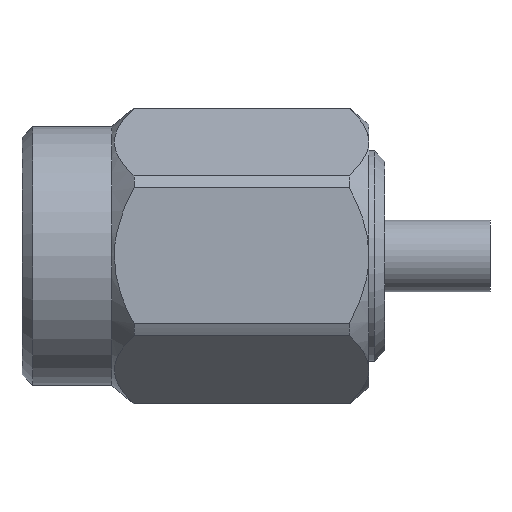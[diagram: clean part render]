
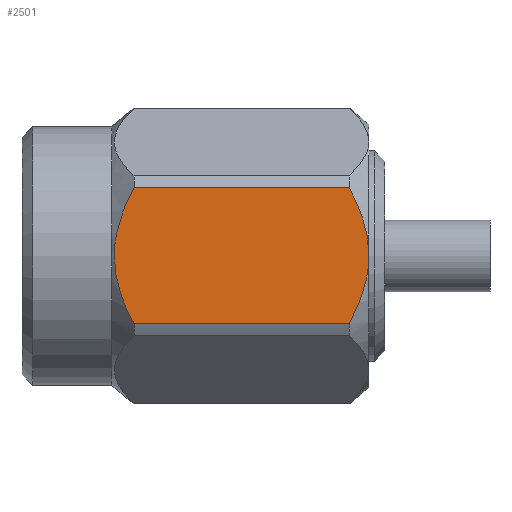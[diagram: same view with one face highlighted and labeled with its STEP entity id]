
A CAD part, top view. The second image highlights one B-rep face of the part: STEP entity #2501.
In plain terms, the highlighted planar face has unit normal (0, 0, 1).
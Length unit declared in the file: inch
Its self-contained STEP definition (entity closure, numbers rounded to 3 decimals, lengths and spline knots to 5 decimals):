
#54 = CARTESIAN_POINT ( 'NONE',  ( 0.32471, 0.03325, 0.125 ) ) ;
#104 = CARTESIAN_POINT ( 'NONE',  ( 0.31116, -0.06462, 0.125 ) ) ;
#119 = CARTESIAN_POINT ( 'NONE',  ( 0.32442, -0.03418, 0.125 ) ) ;
#142 = VECTOR ( 'NONE', #1088, 39.37008 ) ;
#158 = VERTEX_POINT ( 'NONE', #969 ) ;
#169 = EDGE_CURVE ( 'NONE', #232, #2063, #507, .T. ) ;
#232 = VERTEX_POINT ( 'NONE', #747 ) ;
#233 = EDGE_CURVE ( 'NONE', #2099, #158, #1328, .T. ) ;
#250 = CARTESIAN_POINT ( 'NONE',  ( 0.31707, 0.05383, 0.125 ) ) ;
#270 = CARTESIAN_POINT ( 'NONE',  ( 0.10652, -0.06462, 0.125 ) ) ;
#284 = CARTESIAN_POINT ( 'NONE',  ( 0.32162, -0.04234, 0.125 ) ) ;
#288 = CARTESIAN_POINT ( 'NONE',  ( 0.28989, -0.06462, 0.125 ) ) ;
#297 = CARTESIAN_POINT ( 'NONE',  ( 0.09286, -0.03292, 0.125 ) ) ;
#300 = CARTESIAN_POINT ( 'NONE',  ( 0.32989, -0.011, 0.125 ) ) ;
#311 = CARTESIAN_POINT ( 'NONE',  ( 0.09299, -0.03332, 0.125 ) ) ;
#496 = CARTESIAN_POINT ( 'NONE',  ( 0.32392, -0.03574, 0.125 ) ) ;
#507 = LINE ( 'NONE', #1500, #923 ) ;
#508 = CARTESIAN_POINT ( 'NONE',  ( 0.08779, -0.00564, 0.125 ) ) ;
#521 = CARTESIAN_POINT ( 'NONE',  ( 0.09039, -0.02374, 0.125 ) ) ;
#703 = CARTESIAN_POINT ( 'NONE',  ( 0.09614, -0.04352, 0.125 ) ) ;
#747 = CARTESIAN_POINT ( 'NONE',  ( 0.10652, 0.06462, 0.125 ) ) ;
#772 = ORIENTED_EDGE ( 'NONE', *, *, #2590, .T. ) ;
#799 = VERTEX_POINT ( 'NONE', #979 ) ;
#884 = CARTESIAN_POINT ( 'NONE',  ( 0.08951, 0.02203, 0.125 ) ) ;
#888 = CARTESIAN_POINT ( 'NONE',  ( 0.32319, -0.03793, 0.125 ) ) ;
#914 = CARTESIAN_POINT ( 'NONE',  ( 0.08777, 0.01077, 0.125 ) ) ;
#917 = CARTESIAN_POINT ( 'NONE',  ( 0.32422, -0.0348, 0.125 ) ) ;
#923 = VECTOR ( 'NONE', #2314, 39.37008 ) ;
#969 = CARTESIAN_POINT ( 'NONE',  ( 0.32989, 0., 0.125 ) ) ;
#979 = CARTESIAN_POINT ( 'NONE',  ( 0.10652, -0.06462, 0.125 ) ) ;
#1012 = CARTESIAN_POINT ( 'NONE',  ( 0.31116, -0.06462, 0.125 ) ) ;
#1038 = DIRECTION ( 'NONE',  ( 0., 0., 1. ) ) ;
#1055 = EDGE_LOOP ( 'NONE', ( #1646, #1290, #772, #1261, #2509 ) ) ;
#1072 = PLANE ( 'NONE',  #1216 ) ;
#1088 = DIRECTION ( 'NONE',  ( -1., 0., 0. ) ) ;
#1120 = CARTESIAN_POINT ( 'NONE',  ( 0.09164, -0.02867, 0.125 ) ) ;
#1216 = AXIS2_PLACEMENT_3D ( 'NONE', #1455, #1038, #1257 ) ;
#1246 = CARTESIAN_POINT ( 'NONE',  ( 0.32536, 0.03107, 0.125 ) ) ;
#1257 = DIRECTION ( 'NONE',  ( 0., -1., 0. ) ) ;
#1261 = ORIENTED_EDGE ( 'NONE', *, *, #169, .F. ) ;
#1275 = CARTESIAN_POINT ( 'NONE',  ( 0.09964, 0.05123, 0.125 ) ) ;
#1289 = CARTESIAN_POINT ( 'NONE',  ( 0.09312, 0.03375, 0.125 ) ) ;
#1290 = ORIENTED_EDGE ( 'NONE', *, *, #233, .T. ) ;
#1292 = CARTESIAN_POINT ( 'NONE',  ( 0.32813, -0.02219, 0.125 ) ) ;
#1302 = CARTESIAN_POINT ( 'NONE',  ( 0.08846, -0.01393, 0.125 ) ) ;
#1316 = CARTESIAN_POINT ( 'NONE',  ( 0.09234, -0.03115, 0.125 ) ) ;
#1328 = B_SPLINE_CURVE_WITH_KNOTS ( 'NONE', 3,
 ( #104, #2086, #1890, #284, #888, #496, #917, #119, #1696, #1292, #300, #1904 ),
 .UNSPECIFIED., .F., .F.,
 ( 4, 1, 1, 1, 1, 2, 2, 4 ),
 ( 0., 0.25, 0.375, 0.4375, 0.46875, 0.48438, 0.5, 1. ),
 .UNSPECIFIED. ) ;
#1335 = EDGE_CURVE ( 'NONE', #2099, #799, #2090, .T. ) ;
#1430 = FACE_OUTER_BOUND ( 'NONE', #1055, .T. ) ;
#1455 = CARTESIAN_POINT ( 'NONE',  ( 0.5254, -0.07217, 0.125 ) ) ;
#1479 = CARTESIAN_POINT ( 'NONE',  ( 0.31116, 0.06462, 0.125 ) ) ;
#1500 = CARTESIAN_POINT ( 'NONE',  ( 0.28989, 0.06462, 0.125 ) ) ;
#1646 = ORIENTED_EDGE ( 'NONE', *, *, #1335, .F. ) ;
#1665 = CARTESIAN_POINT ( 'NONE',  ( 0.31116, 0.06462, 0.125 ) ) ;
#1679 = CARTESIAN_POINT ( 'NONE',  ( 0.09601, 0.04222, 0.125 ) ) ;
#1692 = CARTESIAN_POINT ( 'NONE',  ( 0.0937, 0.03558, 0.125 ) ) ;
#1696 = CARTESIAN_POINT ( 'NONE',  ( 0.3245, -0.03392, 0.125 ) ) ;
#1803 = B_SPLINE_CURVE_WITH_KNOTS ( 'NONE', 3,
 ( #1891, #2075, #2065, #2443, #2235, #1246, #1877, #2248, #54, #2052, #250, #1479 ),
 .UNSPECIFIED., .F., .F.,
 ( 4, 1, 1, 1, 1, 2, 2, 4 ),
 ( 0., 0.25, 0.375, 0.4375, 0.46875, 0.48438, 0.5, 1. ),
 .UNSPECIFIED. ) ;
#1877 = CARTESIAN_POINT ( 'NONE',  ( 0.32504, 0.03214, 0.125 ) ) ;
#1890 = CARTESIAN_POINT ( 'NONE',  ( 0.318, -0.05131, 0.125 ) ) ;
#1891 = CARTESIAN_POINT ( 'NONE',  ( 0.32989, 0., 0.125 ) ) ;
#1904 = CARTESIAN_POINT ( 'NONE',  ( 0.32989, 0., 0.125 ) ) ;
#1915 = CARTESIAN_POINT ( 'NONE',  ( 0.10062, -0.05386, 0.125 ) ) ;
#2052 = CARTESIAN_POINT ( 'NONE',  ( 0.32155, 0.04347, 0.125 ) ) ;
#2063 = VERTEX_POINT ( 'NONE', #1665 ) ;
#2065 = CARTESIAN_POINT ( 'NONE',  ( 0.32923, 0.01381, 0.125 ) ) ;
#2075 = CARTESIAN_POINT ( 'NONE',  ( 0.32989, 0.00549, 0.125 ) ) ;
#2086 = CARTESIAN_POINT ( 'NONE',  ( 0.31411, -0.05923, 0.125 ) ) ;
#2090 = LINE ( 'NONE', #288, #142 ) ;
#2099 = VERTEX_POINT ( 'NONE', #1012 ) ;
#2178 = EDGE_CURVE ( 'NONE', #232, #799, #2239, .T. ) ;
#2235 = CARTESIAN_POINT ( 'NONE',  ( 0.32606, 0.02859, 0.125 ) ) ;
#2239 = B_SPLINE_CURVE_WITH_KNOTS ( 'NONE', 3,
 ( #2463, #2514, #1275, #1679, #2315, #1692, #2476, #2487, #1289, #884, #914, #508, #1302, #521, #1120, #1316, #2329, #297, #311, #703, #1915, #270 ),
 .UNSPECIFIED., .F., .F.,
 ( 4, 1, 1, 1, 1, 2, 2, 2, 1, 1, 1, 1, 2, 2, 4 ),
 ( 0., 0.125, 0.1875, 0.21875, 0.23437, 0.24219, 0.25, 0.5, 0.625, 0.6875, 0.71875, 0.73437, 0.74219, 0.75, 1. ),
 .UNSPECIFIED. ) ;
#2248 = CARTESIAN_POINT ( 'NONE',  ( 0.32483, 0.03285, 0.125 ) ) ;
#2314 = DIRECTION ( 'NONE',  ( 1., 0., 0. ) ) ;
#2315 = CARTESIAN_POINT ( 'NONE',  ( 0.09443, 0.03778, 0.125 ) ) ;
#2329 = CARTESIAN_POINT ( 'NONE',  ( 0.09265, -0.03221, 0.125 ) ) ;
#2443 = CARTESIAN_POINT ( 'NONE',  ( 0.32731, 0.02364, 0.125 ) ) ;
#2463 = CARTESIAN_POINT ( 'NONE',  ( 0.10652, 0.06462, 0.125 ) ) ;
#2476 = CARTESIAN_POINT ( 'NONE',  ( 0.0934, 0.03464, 0.125 ) ) ;
#2487 = CARTESIAN_POINT ( 'NONE',  ( 0.0932, 0.03402, 0.125 ) ) ;
#2501 = ADVANCED_FACE ( 'NONE', ( #1430 ), #1072, .T. ) ;
#2509 = ORIENTED_EDGE ( 'NONE', *, *, #2178, .T. ) ;
#2514 = CARTESIAN_POINT ( 'NONE',  ( 0.10355, 0.0592, 0.125 ) ) ;
#2590 = EDGE_CURVE ( 'NONE', #158, #2063, #1803, .T. ) ;
